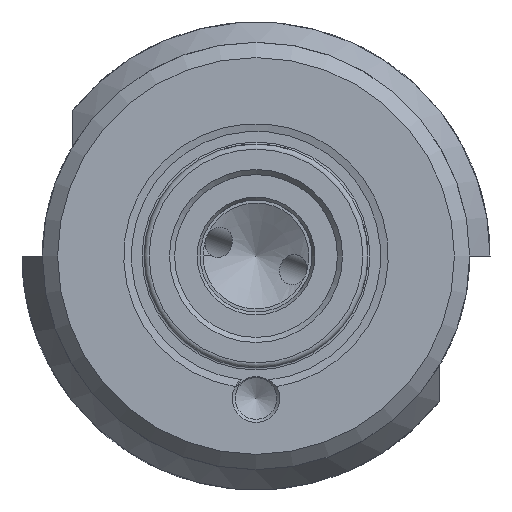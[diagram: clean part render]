
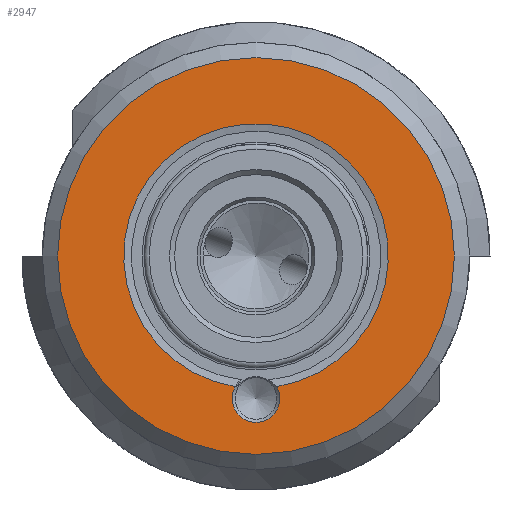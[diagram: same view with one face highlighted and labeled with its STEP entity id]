
A CAD part, left-side view. The second image highlights one B-rep face of the part: STEP entity #2947.
In plain terms, the highlighted planar face has unit normal (-1, 0, 0).
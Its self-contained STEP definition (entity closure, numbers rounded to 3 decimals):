
#31=FACE_BOUND('',#542,.T.);
#244=PLANE('',#3308);
#379=FACE_OUTER_BOUND('',#541,.T.);
#541=EDGE_LOOP('',(#2652));
#542=EDGE_LOOP('',(#2653,#2654));
#701=CIRCLE('',#3295,2.35);
#709=CIRCLE('',#3306,13.);
#710=CIRCLE('',#3309,19.5);
#1402=VERTEX_POINT('',#5276);
#1403=VERTEX_POINT('',#5281);
#1413=VERTEX_POINT('',#5350);
#1825=EDGE_CURVE('',#1402,#1403,#701,.T.);
#1839=EDGE_CURVE('',#1402,#1403,#709,.T.);
#1841=EDGE_CURVE('',#1413,#1413,#710,.T.);
#2652=ORIENTED_EDGE('',*,*,#1841,.F.);
#2653=ORIENTED_EDGE('',*,*,#1825,.F.);
#2654=ORIENTED_EDGE('',*,*,#1839,.T.);
#2947=ADVANCED_FACE('',(#379,#31),#244,.T.);
#3295=AXIS2_PLACEMENT_3D('',#5282,#4142,#4143);
#3306=AXIS2_PLACEMENT_3D('',#5345,#4166,#4167);
#3308=AXIS2_PLACEMENT_3D('',#5349,#4171,#4172);
#3309=AXIS2_PLACEMENT_3D('',#5351,#4173,#4174);
#4142=DIRECTION('center_axis',(-1.,0.,0.));
#4143=DIRECTION('ref_axis',(0.,0.,-1.));
#4166=DIRECTION('center_axis',(1.,0.,0.));
#4167=DIRECTION('ref_axis',(0.,0.,-1.));
#4171=DIRECTION('center_axis',(-1.,0.,0.));
#4172=DIRECTION('ref_axis',(0.,0.,1.));
#4173=DIRECTION('center_axis',(1.,0.,0.));
#4174=DIRECTION('ref_axis',(0.,0.,-1.));
#5276=CARTESIAN_POINT('',(24.,2.043,-12.838));
#5281=CARTESIAN_POINT('',(24.,-2.043,-12.838));
#5282=CARTESIAN_POINT('Origin',(24.,0.,-14.));
#5345=CARTESIAN_POINT('Origin',(24.,0.,0.));
#5349=CARTESIAN_POINT('Origin',(24.,19.5,0.));
#5350=CARTESIAN_POINT('',(24.,-19.5,0.));
#5351=CARTESIAN_POINT('Origin',(24.,0.,0.));
